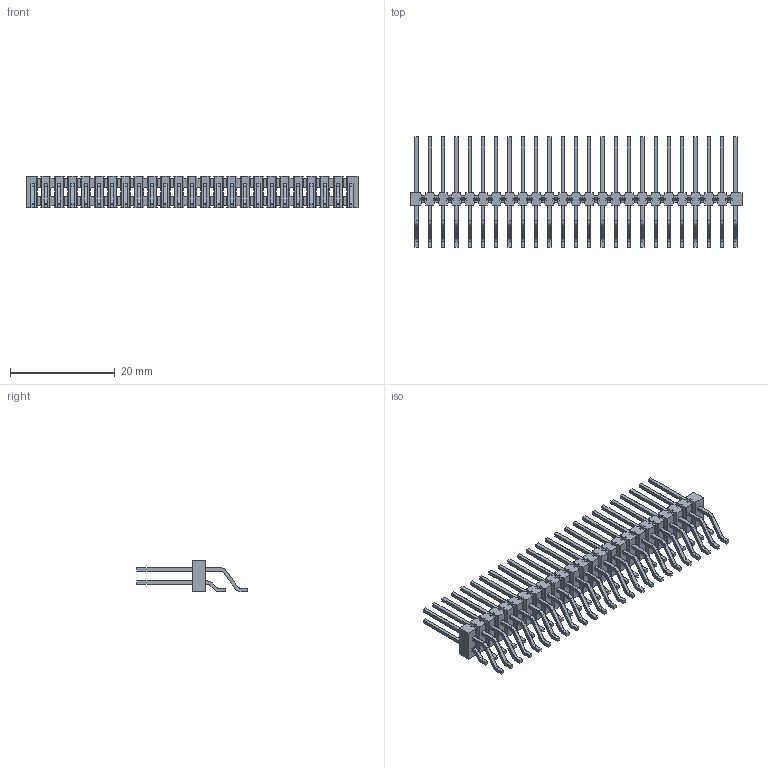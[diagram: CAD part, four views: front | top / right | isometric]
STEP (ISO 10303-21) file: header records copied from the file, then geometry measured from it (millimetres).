
FILE_DESCRIPTION(('FreeCAD Model'),'2;1');
FILE_NAME('Open CASCADE Shape Model','2025-02-20T15:22:59',(''),(''), 'Open CASCADE STEP processor 7.8','FreeCAD','Unknown');
FILE_SCHEMA(('AUTOMOTIVE_DESIGN { 1 0 10303 214 1 1 1 1 }'));
Length unit declared in the file: millimetre
Products named in the file (4): TSM-125-03-L-DH-P-TR_(pad hidden); TSM-125-03-DH_body; T-1S6-09-L(-03-25-DH); T-1S6-09-L(-03-25-DH)2
Assembly tree (3 placements, depth 2):
  TSM-125-03-L-DH-P-TR_(pad hidden)
    TSM-125-03-DH_body
    T-1S6-09-L(-03-25-DH)
    T-1S6-09-L(-03-25-DH)2
Bounding box: 63.5 x 21.08 x 6.1 mm (x, y, z)
Volume: 1109.5 mm3; surface area: 5015.9 mm2
Topology: 3 solids, 3 shells, 2606 faces, 7452 edges, 4904 vertices
Faces by surface type: plane 2310, cylinder 296
Entity records: 84113 total; most frequent: CARTESIAN_POINT 14966, ORIENTED_EDGE 14904, DIRECTION 13264, EDGE_CURVE 7452, LINE 6860, VECTOR 6860, VERTEX_POINT 4904, AXIS2_PLACEMENT_3D 3202
